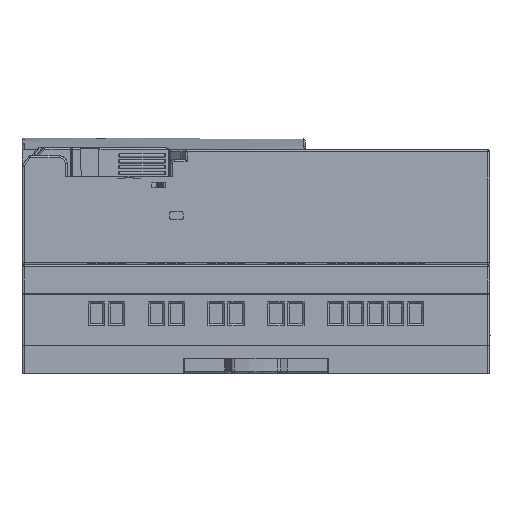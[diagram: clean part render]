
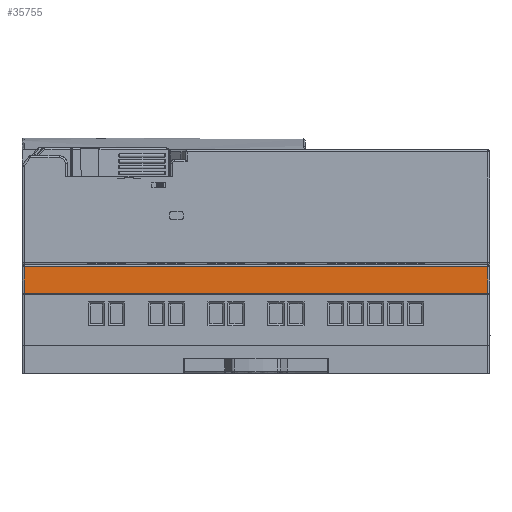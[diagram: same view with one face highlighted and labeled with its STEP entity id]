
A CAD part, front view. The second image highlights one B-rep face of the part: STEP entity #35755.
In plain terms, the highlighted planar face has unit normal (0, -1, 0.018).
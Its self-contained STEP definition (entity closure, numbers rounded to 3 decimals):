
#1219 = VERTEX_POINT ( 'NONE', #73285 ) ;
#2161 = ORIENTED_EDGE ( 'NONE', *, *, #30893, .F. ) ;
#2869 = ORIENTED_EDGE ( 'NONE', *, *, #23452, .F. ) ;
#3469 = ORIENTED_EDGE ( 'NONE', *, *, #82055, .F. ) ;
#6361 = CARTESIAN_POINT ( 'NONE',  ( -59., -44.268, 20.5 ) ) ;
#10187 = CARTESIAN_POINT ( 'NONE',  ( 66.827, -44.268, 20.5 ) ) ;
#10243 = VECTOR ( 'NONE', #26313, 1000. ) ;
#12033 = EDGE_CURVE ( 'NONE', #89502, #1219, #89003, .T. ) ;
#21124 = DIRECTION ( 'NONE',  ( 0., 1., -0.017 ) ) ;
#21332 = CARTESIAN_POINT ( 'NONE',  ( -59., -44.149, 27.281 ) ) ;
#21531 = CARTESIAN_POINT ( 'NONE',  ( 66.827, -44.149, 27.281 ) ) ;
#22416 = DIRECTION ( 'NONE',  ( 0., -0.017, -1. ) ) ;
#23452 = EDGE_CURVE ( 'NONE', #51257, #97235, #77689, .T. ) ;
#26313 = DIRECTION ( 'NONE',  ( 0., 0.017, 1. ) ) ;
#26966 = VECTOR ( 'NONE', #51649, 1000. ) ;
#28554 = FACE_OUTER_BOUND ( 'NONE', #93957, .T. ) ;
#30893 = EDGE_CURVE ( 'NONE', #1219, #51257, #59913, .T. ) ;
#32410 = VECTOR ( 'NONE', #22416, 1000. ) ;
#35755 = ADVANCED_FACE ( 'NONE', ( #28554 ), #58628, .F. ) ;
#39231 = CARTESIAN_POINT ( 'NONE',  ( 59., -44.268, 20.5 ) ) ;
#40295 = DIRECTION ( 'NONE',  ( -1., 0., 0. ) ) ;
#44757 = AXIS2_PLACEMENT_3D ( 'NONE', #88598, #21124, #51239 ) ;
#49338 = VECTOR ( 'NONE', #40295, 1000. ) ;
#51239 = DIRECTION ( 'NONE',  ( 0., 0.017, 1. ) ) ;
#51257 = VERTEX_POINT ( 'NONE', #39231 ) ;
#51649 = DIRECTION ( 'NONE',  ( 1., 0., 0. ) ) ;
#58628 = PLANE ( 'NONE',  #44757 ) ;
#59149 = ORIENTED_EDGE ( 'NONE', *, *, #12033, .F. ) ;
#59913 = LINE ( 'NONE', #89889, #32410 ) ;
#63767 = LINE ( 'NONE', #93772, #10243 ) ;
#73285 = CARTESIAN_POINT ( 'NONE',  ( 59., -44.149, 27.281 ) ) ;
#77689 = LINE ( 'NONE', #10187, #49338 ) ;
#82055 = EDGE_CURVE ( 'NONE', #97235, #89502, #63767, .T. ) ;
#88598 = CARTESIAN_POINT ( 'NONE',  ( 66.827, -44.14, 27.8 ) ) ;
#89003 = LINE ( 'NONE', #21531, #26966 ) ;
#89502 = VERTEX_POINT ( 'NONE', #21332 ) ;
#89889 = CARTESIAN_POINT ( 'NONE',  ( 59., -44.14, 27.8 ) ) ;
#93772 = CARTESIAN_POINT ( 'NONE',  ( -59., -44.14, 27.8 ) ) ;
#93957 = EDGE_LOOP ( 'NONE', ( #2869, #2161, #59149, #3469 ) ) ;
#97235 = VERTEX_POINT ( 'NONE', #6361 ) ;
